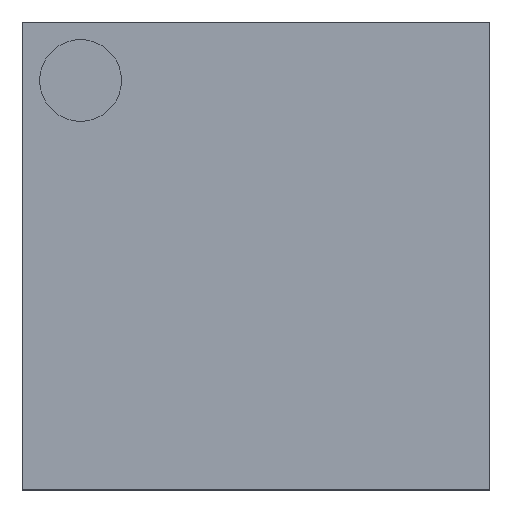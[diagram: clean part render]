
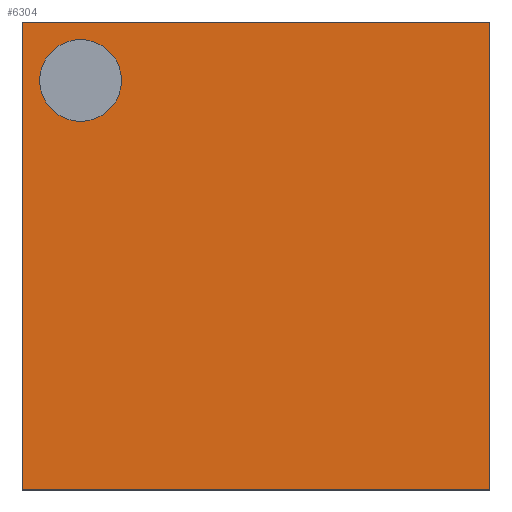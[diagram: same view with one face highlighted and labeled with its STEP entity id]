
A CAD part, top view. The second image highlights one B-rep face of the part: STEP entity #6304.
In plain terms, the highlighted planar face has unit normal (0, 0, 1).
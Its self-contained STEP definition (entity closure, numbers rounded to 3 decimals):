
#16=CIRCLE($,#6750,0.35);
#52=FACE_BOUND($,#881,.T.);
#467=FACE_OUTER_BOUND($,#880,.T.);
#880=EDGE_LOOP($,(#5540,#5541,#5542,#5543));
#881=EDGE_LOOP($,(#5544));
#1695=LINE($,#10079,#2517);
#1698=LINE($,#10085,#2520);
#1701=LINE($,#10091,#2523);
#1704=LINE($,#10095,#2526);
#2517=VECTOR($,#8324,4.);
#2520=VECTOR($,#8329,4.);
#2523=VECTOR($,#8334,4.);
#2526=VECTOR($,#8339,4.);
#3068=VERTEX_POINT($,#10069);
#3071=VERTEX_POINT($,#10076);
#3072=VERTEX_POINT($,#10078);
#3074=VERTEX_POINT($,#10084);
#3076=VERTEX_POINT($,#10090);
#3888=EDGE_CURVE($,#3068,#3068,#16,.T.);
#3891=EDGE_CURVE($,#3072,#3071,#1695,.T.);
#3894=EDGE_CURVE($,#3074,#3072,#1698,.T.);
#3897=EDGE_CURVE($,#3076,#3074,#1701,.T.);
#3900=EDGE_CURVE($,#3071,#3076,#1704,.T.);
#5540=ORIENTED_EDGE($,*,*,#3900,.T.);
#5541=ORIENTED_EDGE($,*,*,#3897,.T.);
#5542=ORIENTED_EDGE($,*,*,#3894,.T.);
#5543=ORIENTED_EDGE($,*,*,#3891,.T.);
#5544=ORIENTED_EDGE($,*,*,#3888,.T.);
#5925=PLANE($,#6756);
#6304=ADVANCED_FACE($,(#467,#52),#5925,.T.);
#6750=AXIS2_PLACEMENT_3D($,#10070,#8316,#8317);
#6756=AXIS2_PLACEMENT_3D($,#10096,#8340,#8341);
#8316=DIRECTION('center_axis',(0.,0.,-1.));
#8317=DIRECTION('ref_axis',(-1.,0.,0.));
#8324=DIRECTION($,(1.,0.,0.));
#8329=DIRECTION($,(0.,-1.,0.));
#8334=DIRECTION($,(-1.,0.,0.));
#8339=DIRECTION($,(0.,1.,0.));
#8340=DIRECTION('center_axis',(0.,0.,1.));
#8341=DIRECTION('ref_axis',(1.,0.,0.));
#10069=CARTESIAN_POINT('',(-1.15,1.5,1.));
#10070=CARTESIAN_POINT('Origin',(-1.5,1.5,1.));
#10076=CARTESIAN_POINT('',(2.,-2.,1.));
#10078=CARTESIAN_POINT('',(-2.,-2.,1.));
#10079=CARTESIAN_POINT($,(-2.,-2.,1.));
#10084=CARTESIAN_POINT('',(-2.,2.,1.));
#10085=CARTESIAN_POINT($,(-2.,2.,1.));
#10090=CARTESIAN_POINT('',(2.,2.,1.));
#10091=CARTESIAN_POINT($,(2.,2.,1.));
#10095=CARTESIAN_POINT($,(2.,-2.,1.));
#10096=CARTESIAN_POINT('Origin',(0.,0.,1.));
